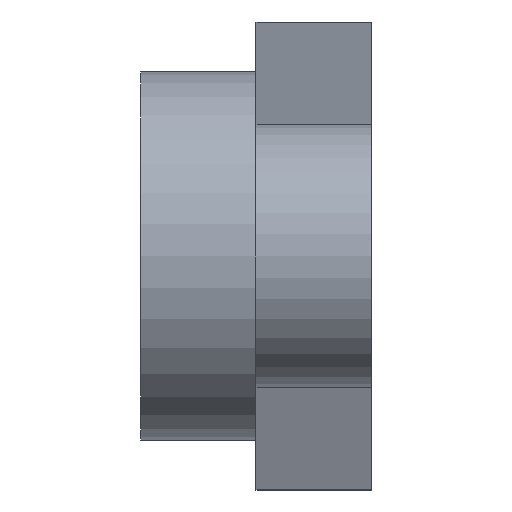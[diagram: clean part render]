
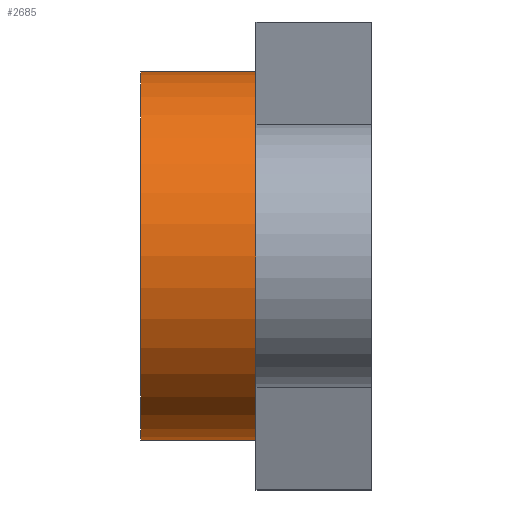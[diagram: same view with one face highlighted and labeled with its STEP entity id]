
A CAD part, left-side view. The second image highlights one B-rep face of the part: STEP entity #2685.
In plain terms, the highlighted cylindrical face has radius 4.731 mm (diameter 9.462 mm), a partial arc.
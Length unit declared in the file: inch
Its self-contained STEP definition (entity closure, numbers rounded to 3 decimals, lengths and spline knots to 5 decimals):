
#83 = VECTOR ( 'NONE', #1444, 39.37008 ) ;
#125 = ORIENTED_EDGE ( 'NONE', *, *, #2133, .T. ) ;
#160 = CARTESIAN_POINT ( 'NONE',  ( 0., 0.233, 0.18625 ) ) ;
#221 = EDGE_CURVE ( 'NONE', #2702, #1294, #2346, .T. ) ;
#245 = FACE_OUTER_BOUND ( 'NONE', #2179, .T. ) ;
#265 = CARTESIAN_POINT ( 'NONE',  ( 0., 0.233, -0.18625 ) ) ;
#273 = CARTESIAN_POINT ( 'NONE',  ( 0., 0.1165, -0.18625 ) ) ;
#366 = CARTESIAN_POINT ( 'NONE',  ( 0., 0.1165, 0. ) ) ;
#442 = AXIS2_PLACEMENT_3D ( 'NONE', #2599, #2374, #1324 ) ;
#499 = AXIS2_PLACEMENT_3D ( 'NONE', #1074, #1070, #1036 ) ;
#577 = DIRECTION ( 'NONE',  ( 0., 0., -1. ) ) ;
#591 = CARTESIAN_POINT ( 'NONE',  ( 0., 0.233, -0.18625 ) ) ;
#632 = VERTEX_POINT ( 'NONE', #850 ) ;
#803 = DIRECTION ( 'NONE',  ( 0., -1., 0. ) ) ;
#850 = CARTESIAN_POINT ( 'NONE',  ( 0., 0.1165, 0.18625 ) ) ;
#960 = AXIS2_PLACEMENT_3D ( 'NONE', #366, #1848, #577 ) ;
#1036 = DIRECTION ( 'NONE',  ( 0., 0., 1. ) ) ;
#1070 = DIRECTION ( 'NONE',  ( 0., 1., 0. ) ) ;
#1074 = CARTESIAN_POINT ( 'NONE',  ( 0., 0.233, 0. ) ) ;
#1247 = CYLINDRICAL_SURFACE ( 'NONE', #442, 0.18625 ) ;
#1294 = VERTEX_POINT ( 'NONE', #2373 ) ;
#1324 = DIRECTION ( 'NONE',  ( 0., 0., -1. ) ) ;
#1444 = DIRECTION ( 'NONE',  ( 0., -1., 0. ) ) ;
#1627 = ORIENTED_EDGE ( 'NONE', *, *, #2097, .F. ) ;
#1673 = EDGE_CURVE ( 'NONE', #632, #1814, #1835, .T. ) ;
#1772 = LINE ( 'NONE', #591, #83 ) ;
#1814 = VERTEX_POINT ( 'NONE', #273 ) ;
#1835 = CIRCLE ( 'NONE', #960, 0.18625 ) ;
#1846 = LINE ( 'NONE', #160, #2339 ) ;
#1848 = DIRECTION ( 'NONE',  ( 0., -1., 0. ) ) ;
#2012 = ORIENTED_EDGE ( 'NONE', *, *, #1673, .F. ) ;
#2097 = EDGE_CURVE ( 'NONE', #1294, #632, #1846, .T. ) ;
#2133 = EDGE_CURVE ( 'NONE', #2702, #1814, #1772, .T. ) ;
#2179 = EDGE_LOOP ( 'NONE', ( #1627, #2470, #125, #2012 ) ) ;
#2339 = VECTOR ( 'NONE', #803, 39.37008 ) ;
#2346 = CIRCLE ( 'NONE', #499, 0.18625 ) ;
#2373 = CARTESIAN_POINT ( 'NONE',  ( 0., 0.233, 0.18625 ) ) ;
#2374 = DIRECTION ( 'NONE',  ( 0., -1., 0. ) ) ;
#2470 = ORIENTED_EDGE ( 'NONE', *, *, #221, .F. ) ;
#2599 = CARTESIAN_POINT ( 'NONE',  ( 0., 0.233, 0. ) ) ;
#2685 = ADVANCED_FACE ( 'NONE', ( #245 ), #1247, .T. ) ;
#2702 = VERTEX_POINT ( 'NONE', #265 ) ;
